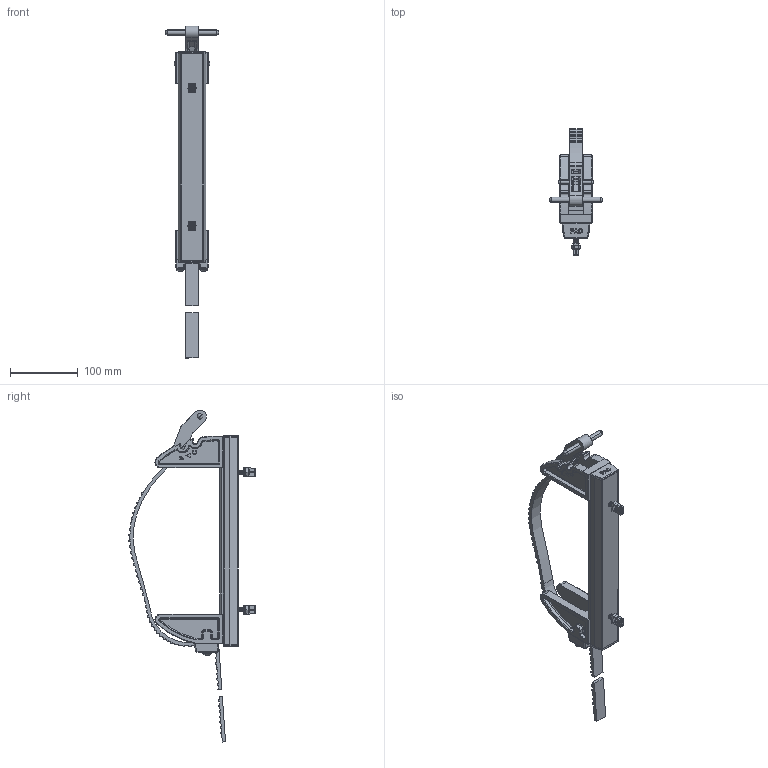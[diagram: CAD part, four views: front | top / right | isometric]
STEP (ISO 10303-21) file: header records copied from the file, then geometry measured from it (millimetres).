
FILE_DESCRIPTION (( 'STEP AP203' ), '1' );
FILE_NAME ('LE K5050 3D Model.STEP', '2021-02-16T16:18:07', ( '' ), ( '' ), 'SwSTEP 2.0', 'SolidWorks 2019', '' );
FILE_SCHEMA (( 'CONFIG_CONTROL_DESIGN' ));
Length unit declared in the file: inch
Products named in the file (17): 2008 - IN USE SAM; 2075; 2035n_8; 7016; 2074; 2019EC; 1050-912_IN USE; 2069LN_MSHXNUT 0.250-20-S-N; 2049; 3017_HFBOLT 0.25-20x1.25x0.75-C; 1050-911.RA_IN USE; 2003UP; LE K5050 3D Model; 3024_collapsed; 1006-3-  _in dual trac; 7029_8; 2019-B_12
Assembly tree (26 placements, depth 3):
  LE K5050 3D Model
    2019-B_12
    2008 - IN USE SAM
    2035n_8
      3017_HFBOLT 0.25-20x1.25x0.75-C  x2
      2069LN_MSHXNUT 0.250-20-S-N  x2
    7029_8
      2049  x2
      7016  x2
    1006-3-  _in dual trac
    2019EC  x2
    1050-912_IN USE
      2075
      3024_collapsed
      3017_HFBOLT 0.25-20x1.25x0.75-C
    1050-911.RA_IN USE
      2074
      2003UP
      3024_collapsed
      3017_HFBOLT 0.25-20x1.25x0.75-C  x3
Bounding box: 78.89 x 186.6 x 490.62 mm (x, y, z)
Volume: 429165 mm3; surface area: 215707.6 mm2
Topology: 27 solids, 27 shells, 2910 faces, 7420 edges, 4613 vertices
Faces by surface type: plane 838, cylinder 832, cone 688, bspline 306, torus 224, sphere 22
Entity records: 63648 total; most frequent: CARTESIAN_POINT 21222, ORIENTED_EDGE 8632, DIRECTION 8276, EDGE_CURVE 4316, AXIS2_PLACEMENT_3D 3031, VERTEX_POINT 2694, LINE 2214, VECTOR 2214
